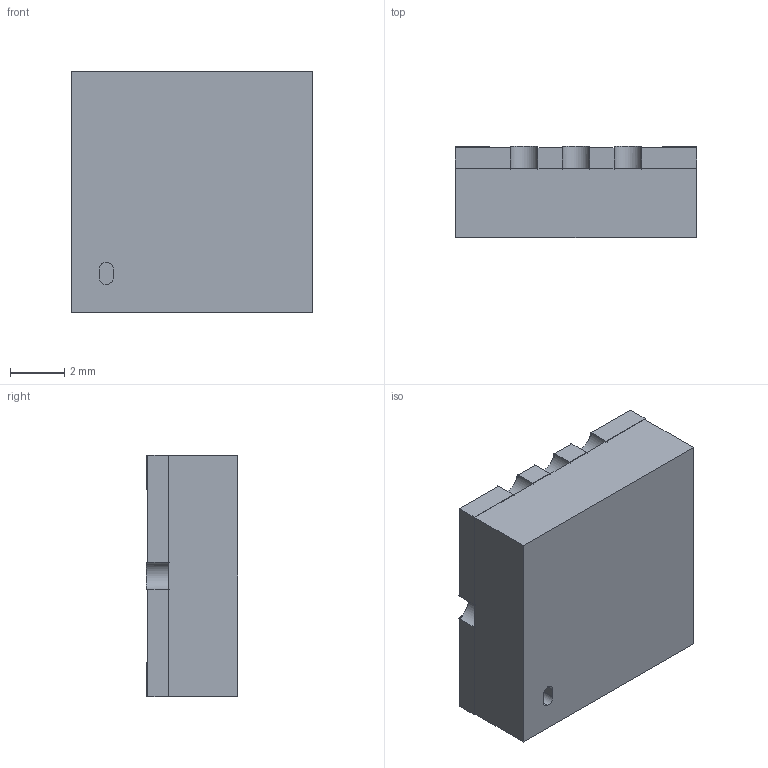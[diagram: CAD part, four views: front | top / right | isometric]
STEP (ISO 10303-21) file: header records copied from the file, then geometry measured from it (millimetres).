
FILE_DESCRIPTION (( 'STEP AP203' ), '1' );
FILE_NAME ('RBP-140.STEP', '2023-10-23T13:17:52', ( '' ), ( '' ), 'SwSTEP 2.0', 'SolidWorks 2013', '' );
FILE_SCHEMA (( 'CONFIG_CONTROL_DESIGN' ));
Length unit declared in the file: inch
Products named in the file (1): RBP-140
Bounding box: 8.89 x 3.35 x 8.89 mm (x, y, z)
Volume: 256.3 mm3; surface area: 281.9 mm2
Topology: 1 solids, 1 shells, 115 faces, 304 edges, 192 vertices
Faces by surface type: plane 101, cylinder 14
Entity records: 3565 total; most frequent: CARTESIAN_POINT 612, ORIENTED_EDGE 608, DIRECTION 580, EDGE_CURVE 304, LINE 260, VECTOR 260, VERTEX_POINT 192, AXIS2_PLACEMENT_3D 160
